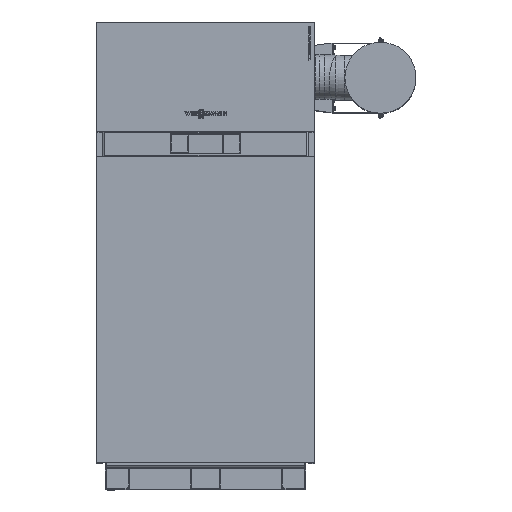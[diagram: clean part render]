
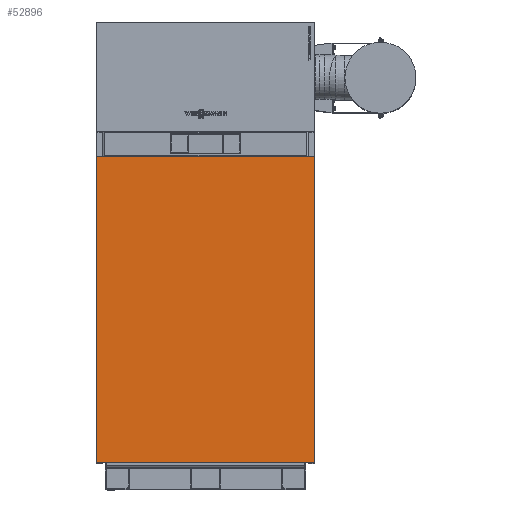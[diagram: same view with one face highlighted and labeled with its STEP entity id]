
A CAD part, top view. The second image highlights one B-rep face of the part: STEP entity #52896.
In plain terms, the highlighted planar face has unit normal (0, 0, 1).
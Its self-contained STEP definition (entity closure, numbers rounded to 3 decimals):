
#1269=PLANE('',#55855);
#4686=FACE_OUTER_BOUND('',#6601,.T.);
#6601=EDGE_LOOP('',(#40108,#40109,#40110,#40111,#40112,#40113,#40114,#40115));
#9885=LINE('',#77195,#16271);
#9888=LINE('',#77201,#16274);
#9906=LINE('',#77241,#16292);
#9907=LINE('',#77243,#16293);
#9908=LINE('',#77245,#16294);
#9909=LINE('',#77247,#16295);
#9910=LINE('',#77248,#16296);
#9911=LINE('',#77249,#16297);
#16271=VECTOR('',#62131,0.039);
#16274=VECTOR('',#62136,0.039);
#16292=VECTOR('',#62174,0.039);
#16293=VECTOR('',#62177,0.039);
#16294=VECTOR('',#62178,0.039);
#16295=VECTOR('',#62179,0.039);
#16296=VECTOR('',#62180,0.039);
#16297=VECTOR('',#62181,0.039);
#22845=VERTEX_POINT('',#77192);
#22846=VERTEX_POINT('',#77194);
#22847=VERTEX_POINT('',#77198);
#22848=VERTEX_POINT('',#77200);
#22858=VERTEX_POINT('',#77230);
#22859=VERTEX_POINT('',#77234);
#22861=VERTEX_POINT('',#77244);
#22862=VERTEX_POINT('',#77246);
#30389=EDGE_CURVE('',#22846,#22845,#9885,.T.);
#30392=EDGE_CURVE('',#22848,#22847,#9888,.T.);
#30414=EDGE_CURVE('',#22858,#22859,#9906,.T.);
#30415=EDGE_CURVE('',#22848,#22858,#9907,.T.);
#30416=EDGE_CURVE('',#22861,#22847,#9908,.T.);
#30417=EDGE_CURVE('',#22862,#22861,#9909,.T.);
#30418=EDGE_CURVE('',#22846,#22862,#9910,.T.);
#30419=EDGE_CURVE('',#22859,#22845,#9911,.T.);
#40108=ORIENTED_EDGE('',*,*,#30415,.F.);
#40109=ORIENTED_EDGE('',*,*,#30392,.T.);
#40110=ORIENTED_EDGE('',*,*,#30416,.F.);
#40111=ORIENTED_EDGE('',*,*,#30417,.F.);
#40112=ORIENTED_EDGE('',*,*,#30418,.F.);
#40113=ORIENTED_EDGE('',*,*,#30389,.T.);
#40114=ORIENTED_EDGE('',*,*,#30419,.F.);
#40115=ORIENTED_EDGE('',*,*,#30414,.F.);
#52896=ADVANCED_FACE('',(#4686),#1269,.T.);
#55855=AXIS2_PLACEMENT_3D('',#77242,#62175,#62176);
#62131=DIRECTION('',(0.,-1.,0.));
#62136=DIRECTION('',(0.,1.,0.));
#62174=DIRECTION('',(-1.,0.,0.));
#62175=DIRECTION('center_axis',(0.,0.,
1.));
#62176=DIRECTION('ref_axis',(1.,0.,0.));
#62177=DIRECTION('',(-1.,0.,0.));
#62178=DIRECTION('',(1.,0.,0.));
#62179=DIRECTION('',(1.,0.,0.));
#62180=DIRECTION('',(1.,0.,0.));
#62181=DIRECTION('',(-1.,0.,0.));
#77192=CARTESIAN_POINT('',(-18.534,4.803,77.642));
#77194=CARTESIAN_POINT('',(-18.534,59.725,77.642));
#77195=CARTESIAN_POINT('',(-18.534,59.764,77.642));
#77198=CARTESIAN_POINT('',(20.522,59.725,77.642));
#77200=CARTESIAN_POINT('',(20.522,4.803,77.642));
#77201=CARTESIAN_POINT('',(20.522,4.764,77.642));
#77230=CARTESIAN_POINT('',(20.521,4.803,77.642));
#77234=CARTESIAN_POINT('',(-18.533,4.803,77.642));
#77241=CARTESIAN_POINT('',(20.521,4.803,77.642));
#77242=CARTESIAN_POINT('Origin',(20.561,4.764,77.642));
#77243=CARTESIAN_POINT('',(-18.534,4.803,77.642));
#77244=CARTESIAN_POINT('',(20.521,59.725,77.642));
#77245=CARTESIAN_POINT('',(20.522,59.725,77.642));
#77246=CARTESIAN_POINT('',(-18.533,59.725,77.642));
#77247=CARTESIAN_POINT('',(-18.533,59.725,77.642));
#77248=CARTESIAN_POINT('',(20.522,59.725,77.642));
#77249=CARTESIAN_POINT('',(-18.534,4.803,77.642));
